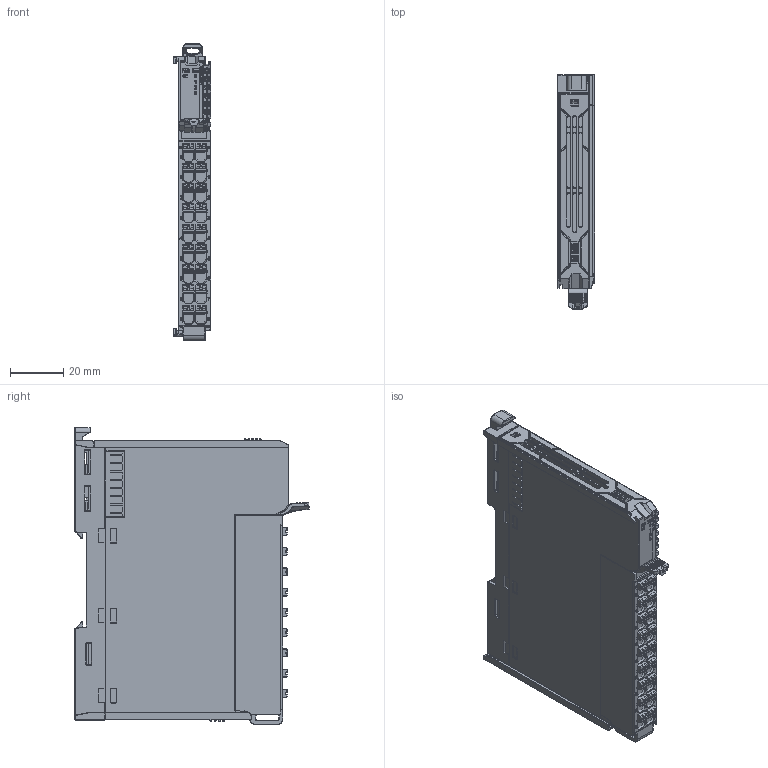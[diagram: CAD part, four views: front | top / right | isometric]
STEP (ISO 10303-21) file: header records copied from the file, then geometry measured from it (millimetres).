
FILE_DESCRIPTION(/* description */ (''),/* implementation_level */ '2;1');
FILE_NAME(/* name */ 'XF-E4TC.stp',/* time_stamp */ '2024-12-14T17:00:07+08:00',/* author */ (''),/* organization */ (''),/* preprocessor_version */ 'ST-DEVELOPER v16.7',/* originating_system */ 'SIEMENS PLM Software NX 12.0',/* authorisation */ '');
FILE_SCHEMA (('AUTOMOTIVE_DESIGN { 1 0 10303 214 3 1 1 1 }'));
Products named in the file (1): XF-E4TC_E4RTD__stp
Bounding box: 14 x 87.88 x 111.44 mm (x, y, z)
Volume: 90746.2 mm3; surface area: 43409.2 mm2
Topology: 20 solids, 991 shells, 7511 faces, 20692 edges, 14196 vertices
Faces by surface type: cylinder 2929, plane 2346, bspline 1126, sphere 567, torus 510, cone 28, extrusion 5
Entity records: 290709 total; most frequent: CARTESIAN_POINT 106316, ORIENTED_EDGE 35859, DIRECTION 33998, EDGE_CURVE 20659, VERTEX_POINT 14196, AXIS2_PLACEMENT_3D 12108, VECTOR 9782, LINE 9777
